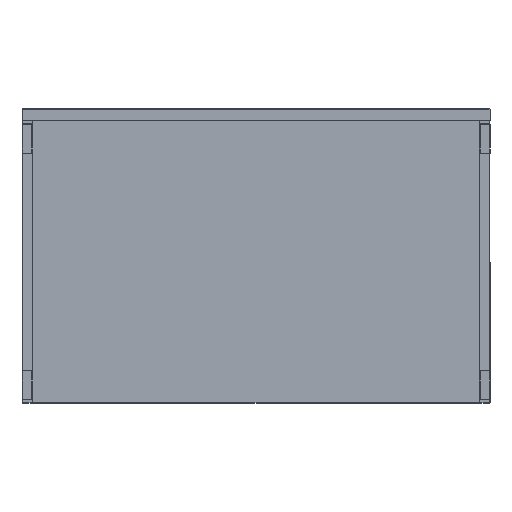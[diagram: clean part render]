
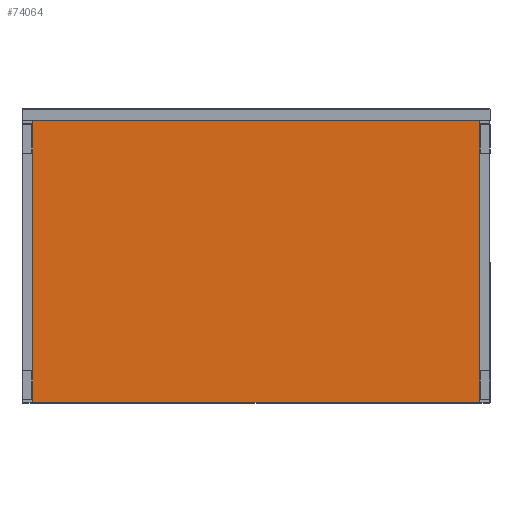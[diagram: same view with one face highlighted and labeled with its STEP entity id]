
A CAD part, front view. The second image highlights one B-rep face of the part: STEP entity #74064.
In plain terms, the highlighted planar face has unit normal (0, -1, 0).
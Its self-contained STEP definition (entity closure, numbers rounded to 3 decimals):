
#203 = VERTEX_POINT ( 'NONE', #59726 ) ;
#663 = EDGE_CURVE ( 'NONE', #62671, #75100, #103094, .T. ) ;
#1396 = ORIENTED_EDGE ( 'NONE', *, *, #83676, .T. ) ;
#7582 = VECTOR ( 'NONE', #113310, 1000. ) ;
#7738 = LINE ( 'NONE', #79627, #21333 ) ;
#14821 = CARTESIAN_POINT ( 'NONE',  ( 337., 0., -213. ) ) ;
#17630 = ORIENTED_EDGE ( 'NONE', *, *, #663, .T. ) ;
#18790 = CARTESIAN_POINT ( 'NONE',  ( -337., 0., -213.5 ) ) ;
#21333 = VECTOR ( 'NONE', #98947, 1000. ) ;
#35437 = EDGE_LOOP ( 'NONE', ( #17630, #90322, #1396, #119202 ) ) ;
#36315 = CARTESIAN_POINT ( 'NONE',  ( -337., 0., 213. ) ) ;
#36498 = PLANE ( 'NONE',  #112449 ) ;
#39395 = VECTOR ( 'NONE', #106158, 1000. ) ;
#44541 = VECTOR ( 'NONE', #57442, 1000. ) ;
#46440 = EDGE_CURVE ( 'NONE', #73238, #62671, #55029, .T. ) ;
#49322 = CARTESIAN_POINT ( 'NONE',  ( 337.5, 0., -213. ) ) ;
#55029 = LINE ( 'NONE', #18790, #44541 ) ;
#57442 = DIRECTION ( 'NONE',  ( 0., 0., -1. ) ) ;
#59726 = CARTESIAN_POINT ( 'NONE',  ( 337., 0., 213. ) ) ;
#62671 = VERTEX_POINT ( 'NONE', #109510 ) ;
#63672 = CARTESIAN_POINT ( 'NONE',  ( 0., 0., 0. ) ) ;
#64262 = FACE_OUTER_BOUND ( 'NONE', #35437, .T. ) ;
#68126 = LINE ( 'NONE', #77789, #39395 ) ;
#70474 = EDGE_CURVE ( 'NONE', #75100, #203, #7738, .T. ) ;
#73238 = VERTEX_POINT ( 'NONE', #36315 ) ;
#73296 = DIRECTION ( 'NONE',  ( 0., -1., 0. ) ) ;
#74064 = ADVANCED_FACE ( 'NONE', ( #64262 ), #36498, .T. ) ;
#75100 = VERTEX_POINT ( 'NONE', #14821 ) ;
#77789 = CARTESIAN_POINT ( 'NONE',  ( -337.5, 0., 213. ) ) ;
#79627 = CARTESIAN_POINT ( 'NONE',  ( 337., 0., 213.5 ) ) ;
#83676 = EDGE_CURVE ( 'NONE', #203, #73238, #68126, .T. ) ;
#90322 = ORIENTED_EDGE ( 'NONE', *, *, #70474, .T. ) ;
#98947 = DIRECTION ( 'NONE',  ( 0., 0., 1. ) ) ;
#101698 = DIRECTION ( 'NONE',  ( 0., 0., -1. ) ) ;
#103094 = LINE ( 'NONE', #49322, #7582 ) ;
#106158 = DIRECTION ( 'NONE',  ( -1., 0., 0. ) ) ;
#109510 = CARTESIAN_POINT ( 'NONE',  ( -337., 0., -213. ) ) ;
#112449 = AXIS2_PLACEMENT_3D ( 'NONE', #63672, #73296, #101698 ) ;
#113310 = DIRECTION ( 'NONE',  ( 1., 0., 0. ) ) ;
#119202 = ORIENTED_EDGE ( 'NONE', *, *, #46440, .T. ) ;
